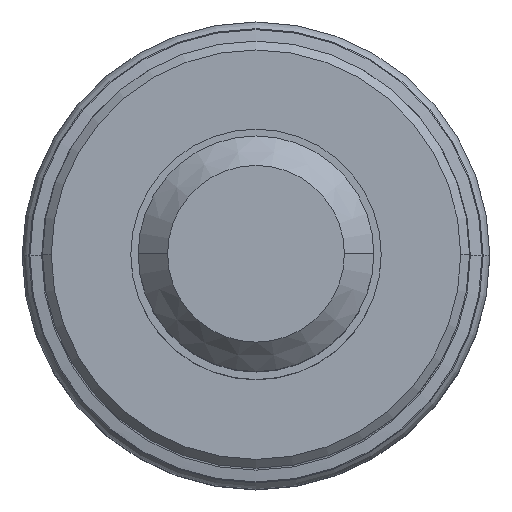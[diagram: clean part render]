
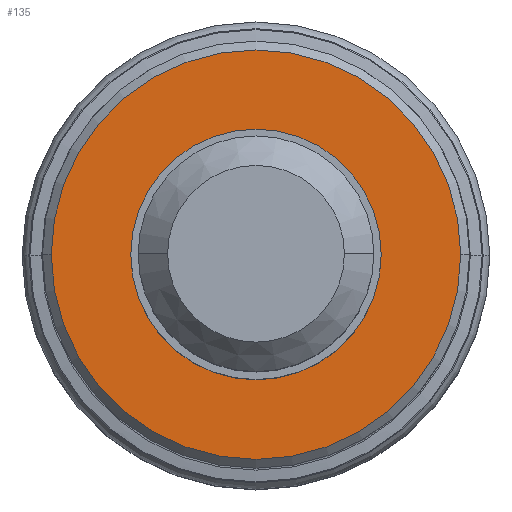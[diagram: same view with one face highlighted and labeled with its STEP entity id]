
A CAD part, top view. The second image highlights one B-rep face of the part: STEP entity #135.
In plain terms, the highlighted planar face has unit normal (0, 0, 1).
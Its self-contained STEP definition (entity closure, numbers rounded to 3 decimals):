
#28=PLANE('',#1271);
#33=FACE_BOUND('',#298,.T.);
#34=FACE_BOUND('',#299,.T.);
#135=ADVANCED_FACE('',(#33,#34),#28,.F.);
#298=EDGE_LOOP('',(#469,#470,#471,#472));
#299=EDGE_LOOP('',(#473,#474));
#469=ORIENTED_EDGE('',*,*,#789,.F.);
#470=ORIENTED_EDGE('',*,*,#790,.F.);
#471=ORIENTED_EDGE('',*,*,#788,.F.);
#472=ORIENTED_EDGE('',*,*,#787,.F.);
#473=ORIENTED_EDGE('',*,*,#791,.F.);
#474=ORIENTED_EDGE('',*,*,#792,.F.);
#671=VERTEX_POINT('',#2680);
#672=VERTEX_POINT('',#2682);
#673=VERTEX_POINT('',#2684);
#674=VERTEX_POINT('',#2688);
#675=VERTEX_POINT('',#2691);
#676=VERTEX_POINT('',#2692);
#787=EDGE_CURVE('',#672,#673,#958,.T.);
#788=EDGE_CURVE('',#673,#671,#959,.T.);
#789=EDGE_CURVE('',#674,#672,#960,.T.);
#790=EDGE_CURVE('',#671,#674,#961,.T.);
#791=EDGE_CURVE('',#675,#676,#962,.T.);
#792=EDGE_CURVE('',#676,#675,#963,.T.);
#958=CIRCLE('',#1264,6.95);
#959=CIRCLE('',#1265,6.95);
#960=CIRCLE('',#1267,6.95);
#961=CIRCLE('',#1268,6.95);
#962=CIRCLE('',#1269,4.25);
#963=CIRCLE('',#1270,4.25);
#1264=AXIS2_PLACEMENT_3D('',#2683,#1532,#1533);
#1265=AXIS2_PLACEMENT_3D('',#2685,#1534,#1535);
#1267=AXIS2_PLACEMENT_3D('',#2687,#1538,#1539);
#1268=AXIS2_PLACEMENT_3D('',#2689,#1540,#1541);
#1269=AXIS2_PLACEMENT_3D('',#2690,#1542,#1543);
#1270=AXIS2_PLACEMENT_3D('',#2693,#1544,#1545);
#1271=AXIS2_PLACEMENT_3D('',#2694,#1546,#1547);
#1532=DIRECTION('',(0.,0.,-1.));
#1533=DIRECTION('',(1.,0.,0.));
#1534=DIRECTION('',(0.,0.,-1.));
#1535=DIRECTION('',(0.,-1.,0.));
#1538=DIRECTION('',(0.,0.,-1.));
#1539=DIRECTION('',(0.,1.,0.));
#1540=DIRECTION('',(0.,0.,-1.));
#1541=DIRECTION('',(-1.,0.,0.));
#1542=DIRECTION('',(0.,0.,1.));
#1543=DIRECTION('',(1.,0.,0.));
#1544=DIRECTION('',(0.,0.,1.));
#1545=DIRECTION('',(-1.,0.,0.));
#1546=DIRECTION('',(0.,0.,-1.));
#1547=DIRECTION('',(-1.,0.,0.));
#2680=CARTESIAN_POINT('',(-6.95,0.,0.));
#2682=CARTESIAN_POINT('',(6.95,0.,0.));
#2683=CARTESIAN_POINT('',(0.,0.,0.));
#2684=CARTESIAN_POINT('',(0.,-6.95,0.));
#2685=CARTESIAN_POINT('',(0.,0.,0.));
#2687=CARTESIAN_POINT('',(0.,0.,0.));
#2688=CARTESIAN_POINT('',(0.,6.95,0.));
#2689=CARTESIAN_POINT('',(0.,0.,0.));
#2690=CARTESIAN_POINT('',(0.,0.,0.));
#2691=CARTESIAN_POINT('',(4.25,0.,0.));
#2692=CARTESIAN_POINT('',(-4.25,0.,0.));
#2693=CARTESIAN_POINT('',(0.,0.,0.));
#2694=CARTESIAN_POINT('',(0.,0.,0.));
